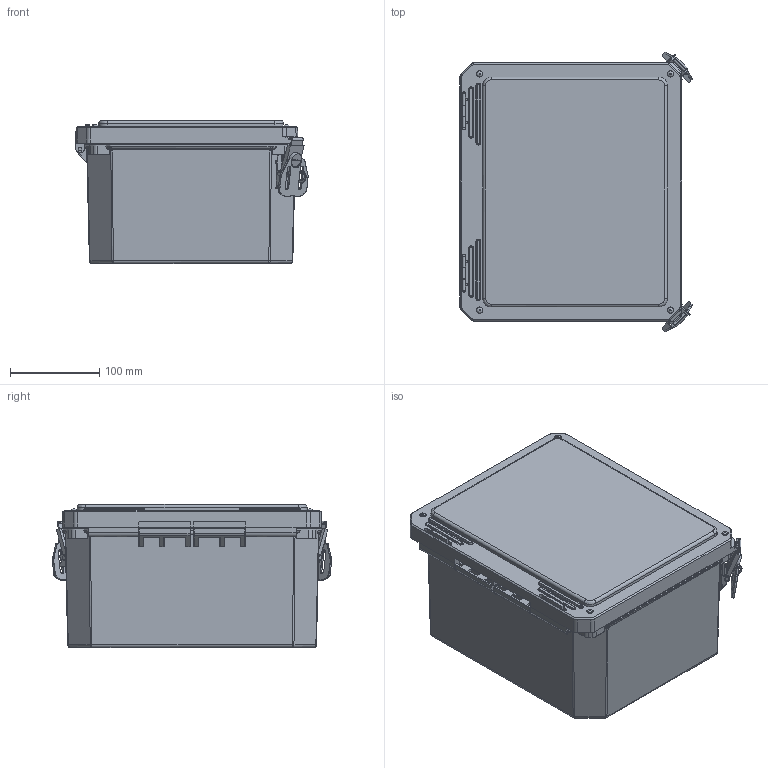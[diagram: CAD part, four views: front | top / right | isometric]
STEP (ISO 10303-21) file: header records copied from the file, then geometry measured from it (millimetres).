
FILE_DESCRIPTION (( 'STEP AP214' ), '1' );
FILE_NAME ('FR100806HLL.STEP', '2018-10-31T15:26:34', ( '' ), ( '' ), 'SwSTEP 2.0', 'SolidWorks 2018', '' );
FILE_SCHEMA (( 'AUTOMOTIVE_DESIGN' ));
Length unit declared in the file: inch
Products named in the file (1): FR100806HLL
Bounding box: 260.5 x 313.39 x 160.28 mm (x, y, z)
Volume: 1162119.5 mm3; surface area: 654989.9 mm2
Topology: 37 solids, 37 shells, 2247 faces, 5448 edges, 3230 vertices
Faces by surface type: cylinder 892, plane 755, bspline 540, cone 48, torus 12
Full cylindrical faces by diameter (mm): 1.267 x4, 1.27 x2, 2.489 x4, 3.429 x4, 3.48 x4, 3.81 x4, 3.861 x8, 3.962 x16, 5.08 x4, 5.3 x4, 5.563 x2, 5.766 x2, 6.248 x16, 6.401 x4, 6.426 x4, 7.938 x2, 9.22 x2, 11.049 x2, 15.24 x2
Entity records: 121599 total; most frequent: CARTESIAN_POINT 45799, ORIENTED_EDGE 10444, DIRECTION 7825, EDGE_CURVE 5222, VERTEX_POINT 3200, AXIS2_PLACEMENT_3D 2635, VECTOR 2555, LINE 2555
